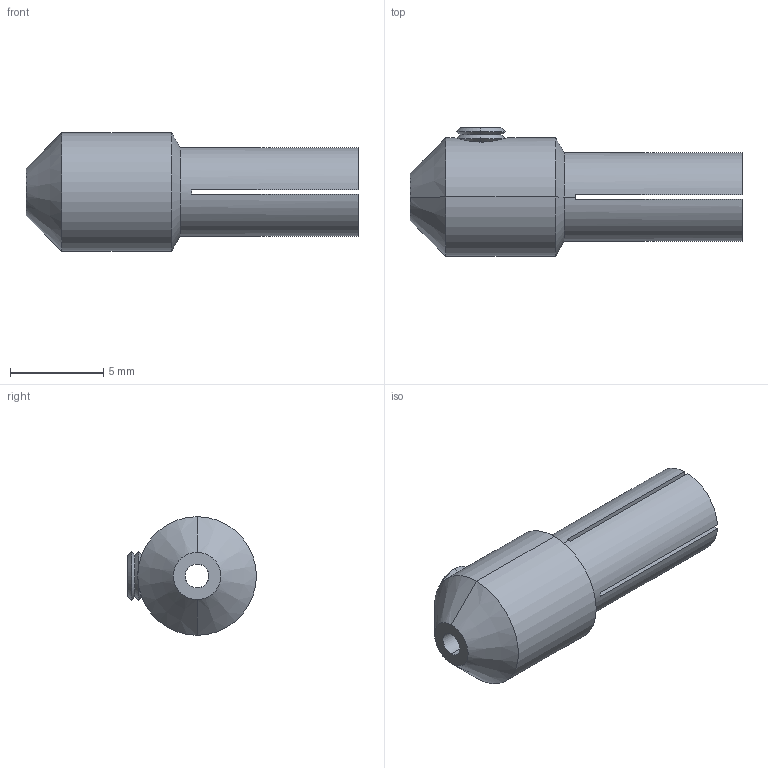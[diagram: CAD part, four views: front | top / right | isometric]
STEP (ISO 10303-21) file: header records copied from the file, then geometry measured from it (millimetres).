
FILE_DESCRIPTION (( 'STEP AP214' ), '1' );
FILE_NAME ('360-PPO-1.5.STEP', '2021-02-26T08:13:28', ( '' ), ( '' ), 'SwSTEP 2.0', 'SolidWorks 2017', '' );
FILE_SCHEMA (( 'AUTOMOTIVE_DESIGN' ));
Length unit declared in the file: millimetre
Products named in the file (1): 360-PPO-1.5
Bounding box: 17.78 x 6.89 x 6.35 mm (x, y, z)
Volume: 343.2 mm3; surface area: 556.1 mm2
Topology: 1 solids, 4 shells, 83 faces, 214 edges, 134 vertices
Faces by surface type: cone 37, plane 26, cylinder 20
Entity records: 3059 total; most frequent: CARTESIAN_POINT 829, ORIENTED_EDGE 424, DIRECTION 407, EDGE_CURVE 212, AXIS2_PLACEMENT_3D 150, VERTEX_POINT 134, VECTOR 107, LINE 107
